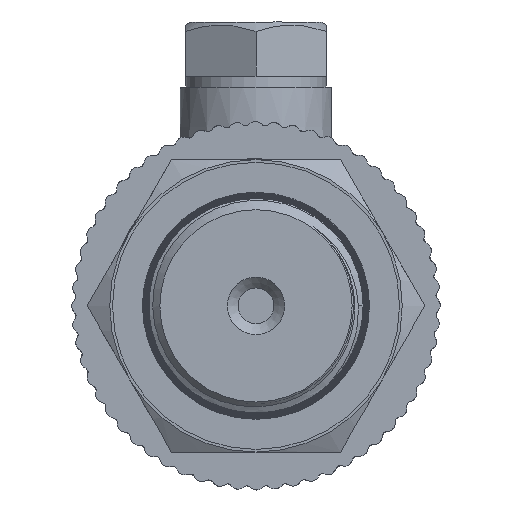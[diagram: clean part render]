
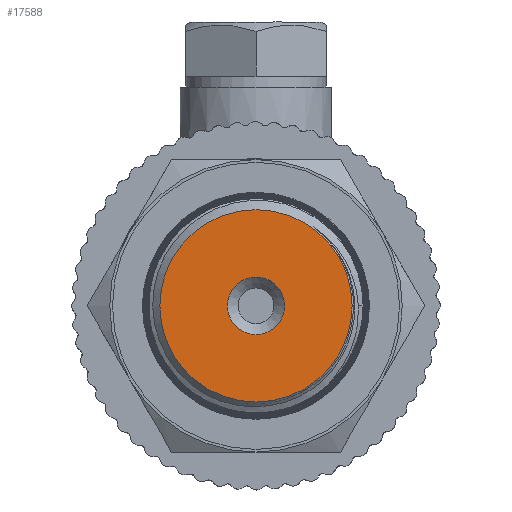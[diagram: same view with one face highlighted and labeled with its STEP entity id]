
A CAD part, left-side view. The second image highlights one B-rep face of the part: STEP entity #17588.
In plain terms, the highlighted planar face has unit normal (-1, 0, 0).
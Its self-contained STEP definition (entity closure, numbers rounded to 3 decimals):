
#145=PLANE('',#18514);
#806=FACE_BOUND('',#2217,.T.);
#1201=FACE_OUTER_BOUND('',#2216,.T.);
#2216=EDGE_LOOP('',(#13250));
#2217=EDGE_LOOP('',(#13251));
#2933=CIRCLE('',#18357,8.878);
#2999=CIRCLE('',#18513,2.65);
#6948=VERTEX_POINT('',#26267);
#7347=VERTEX_POINT('',#41256);
#8819=EDGE_CURVE('',#6948,#6948,#2933,.T.);
#9529=EDGE_CURVE('',#7347,#7347,#2999,.T.);
#13250=ORIENTED_EDGE('',*,*,#8819,.T.);
#13251=ORIENTED_EDGE('',*,*,#9529,.T.);
#17588=ADVANCED_FACE('',(#1201,#806),#145,.T.);
#18357=AXIS2_PLACEMENT_3D('',#26269,#19596,#19597);
#18513=AXIS2_PLACEMENT_3D('',#41258,#20243,#20244);
#18514=AXIS2_PLACEMENT_3D('',#41259,#20245,#20246);
#19596=DIRECTION('center_axis',(-1.,0.,0.));
#19597=DIRECTION('ref_axis',(0.,1.,0.));
#20243=DIRECTION('center_axis',(1.,0.,0.));
#20244=DIRECTION('ref_axis',(0.,0.,-1.));
#20245=DIRECTION('center_axis',(-1.,0.,0.));
#20246=DIRECTION('ref_axis',(0.,0.,1.));
#26267=CARTESIAN_POINT('',(-68.,-8.878,0.));
#26269=CARTESIAN_POINT('Origin',(-68.,0.,0.));
#41256=CARTESIAN_POINT('',(-68.,-2.65,0.));
#41258=CARTESIAN_POINT('Origin',(-68.,0.,0.));
#41259=CARTESIAN_POINT('Origin',(-68.,9.853,0.));
